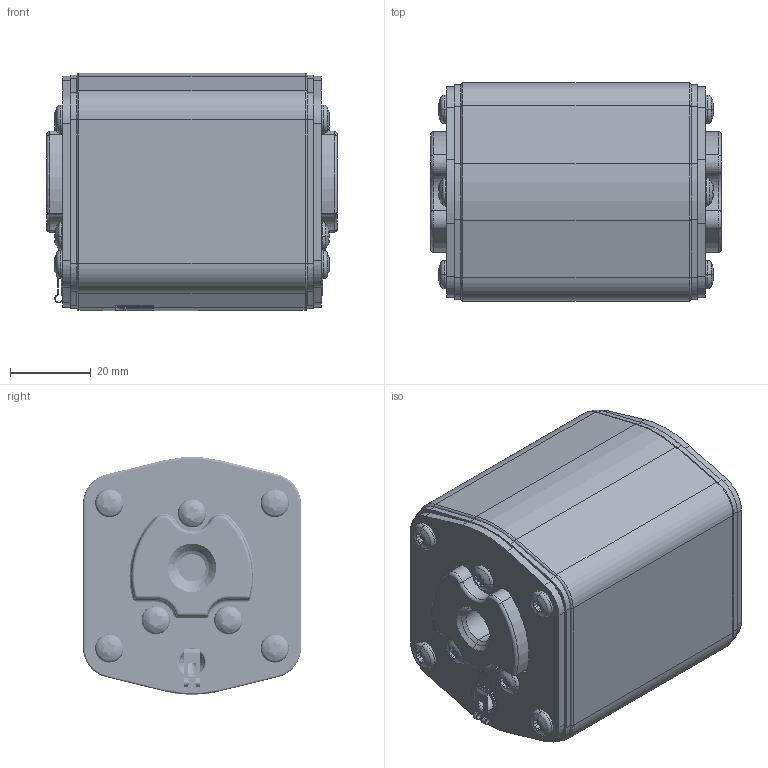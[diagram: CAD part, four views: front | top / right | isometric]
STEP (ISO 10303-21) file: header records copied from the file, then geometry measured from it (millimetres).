
FILE_DESCRIPTION((''),'2;1');
FILE_NAME('004714515_NHG2_UQ2_ASM-2_ASM','2025-03-19T13:57:33',('klemen.sitar'),('Audax d.o.o.'),'CREO PARAMETRIC BY PTC INC, 2021304','CREO PARAMETRIC BY PTC INC, 2021304','');
FILE_SCHEMA(('AP242_MANAGED_MODEL_BASED_3D_ENGINEERING_MIM_LF { 1 0 10303 442 1 1 4 }'));
Length unit declared in the file: millimetre
Products named in the file (10): 0000043666_3; MEDLEGA_2; POKROV_3; 0000030695_1; 0000070275_1; 0000043213_1; 0000016201_2; 0000033047_1; 0000033044_1; 004714515_NHG2_UQ2_ASM-2_ASM
Assembly tree (24 placements, depth 2):
  004714515_NHG2_UQ2_ASM-2_ASM
    0000043666_3
    MEDLEGA_2  x2
    POKROV_3  x2
    0000030695_1  x2
    0000070275_1  x6
    0000043213_1  x8
    0000016201_2
    0000033047_1
    0000033044_1
Bounding box: 72 x 54 x 58.8 mm (x, y, z)
Volume: 121704.9 mm3; surface area: 55665.8 mm2
Topology: 24 solids, 46 shells, 1765 faces, 4716 edges, 3005 vertices
Faces by surface type: cylinder 834, plane 437, bspline 180, torus 148, cone 118, sphere 32, extrusion 16
Entity records: 32923 total; most frequent: CARTESIAN_POINT 10698, DIRECTION 3534, ORIENTED_EDGE 3320, EDGE_CURVE 1686, PRESENTATION_STYLE_ASSIGNMENT 1650, STYLED_ITEM 1645, CURVE_STYLE 1598, AXIS2_PLACEMENT_3D 1440
